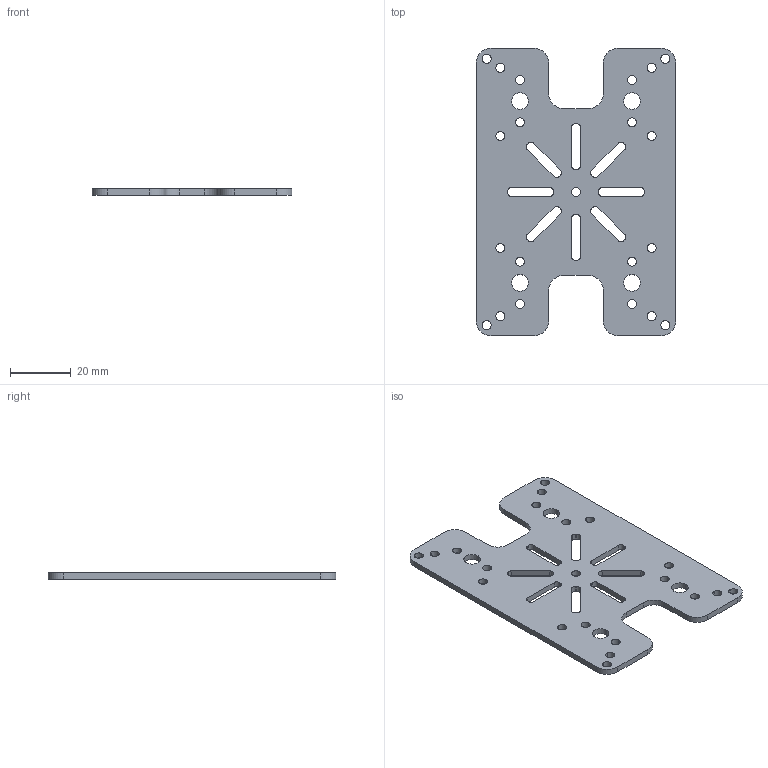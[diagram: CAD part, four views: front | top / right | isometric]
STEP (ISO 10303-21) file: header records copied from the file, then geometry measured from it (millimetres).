
FILE_DESCRIPTION (( 'STEP AP203' ), '1' );
FILE_NAME ('computer_board_Predeterminado_sldprt.STEP', '2024-07-08T06:14:06', ( '' ), ( '' ), 'SwSTEP 2.0', 'SolidWorks 2024', '' );
FILE_SCHEMA (( 'CONFIG_CONTROL_DESIGN' ));
Length unit declared in the file: millimetre
Products named in the file (1): computer_board_Predeterminado_sldprt
Bounding box: 66 x 95 x 2 mm (x, y, z)
Volume: 9869.9 mm3; surface area: 11699.5 mm2
Topology: 1 solids, 1 shells, 144 faces, 426 edges, 284 vertices
Faces by surface type: cylinder 98, plane 46
Entity records: 5115 total; most frequent: DIRECTION 912, CARTESIAN_POINT 855, ORIENTED_EDGE 852, EDGE_CURVE 426, AXIS2_PLACEMENT_3D 341, VERTEX_POINT 284, VECTOR 230, LINE 230
